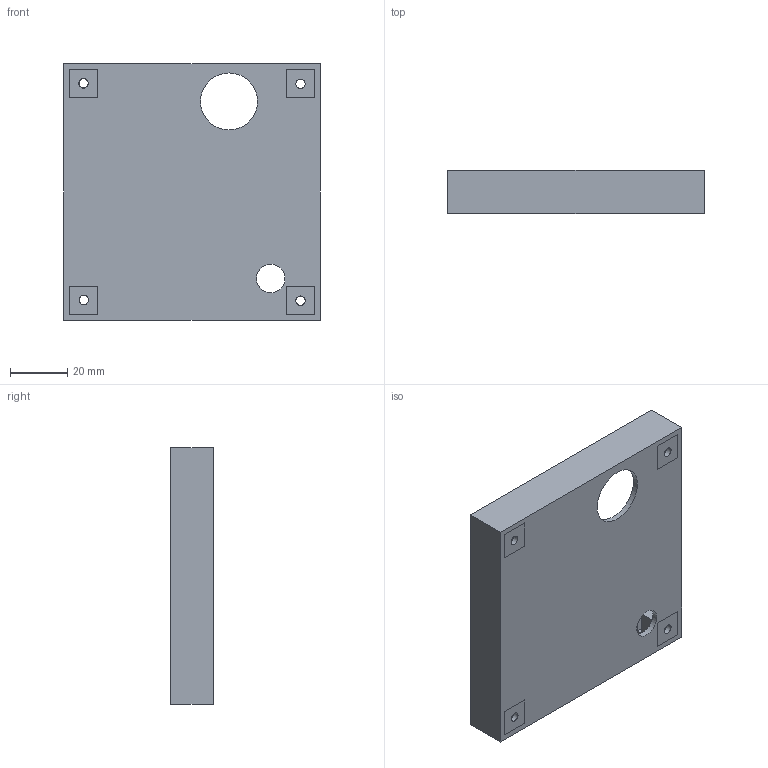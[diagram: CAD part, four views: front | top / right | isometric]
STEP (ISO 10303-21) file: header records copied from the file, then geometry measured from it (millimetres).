
FILE_DESCRIPTION(/* description */ (''),/* implementation_level */ '2;1');
FILE_NAME(/* name */ 'Battery Box.step',/* time_stamp */ '2024-04-17T21:38:04-04:00',/* author */ (''),/* organization */ (''),/* preprocessor_version */ 'ST-DEVELOPER v20',/* originating_system */ 'Autodesk Translation Framework v12.20.1.177',/* authorisation */ '');
FILE_SCHEMA (('AUTOMOTIVE_DESIGN { 1 0 10303 214 3 1 1 }'));
Length unit declared in the file: millimetre
Products named in the file (1): Battery Box
Bounding box: 90.08 x 15 x 89.99 mm (x, y, z)
Volume: 29521 mm3; surface area: 29733.2 mm2
Topology: 5 solids, 5 shells, 81 faces, 190 edges, 124 vertices
Faces by surface type: plane 63, cylinder 18
Full cylindrical faces by diameter (mm): 3.3 x16, 10 x1, 20 x1
Entity records: 2397 total; most frequent: DIRECTION 406, CARTESIAN_POINT 396, ORIENTED_EDGE 380, EDGE_CURVE 190, LINE 138, VECTOR 138, AXIS2_PLACEMENT_3D 134, VERTEX_POINT 124
